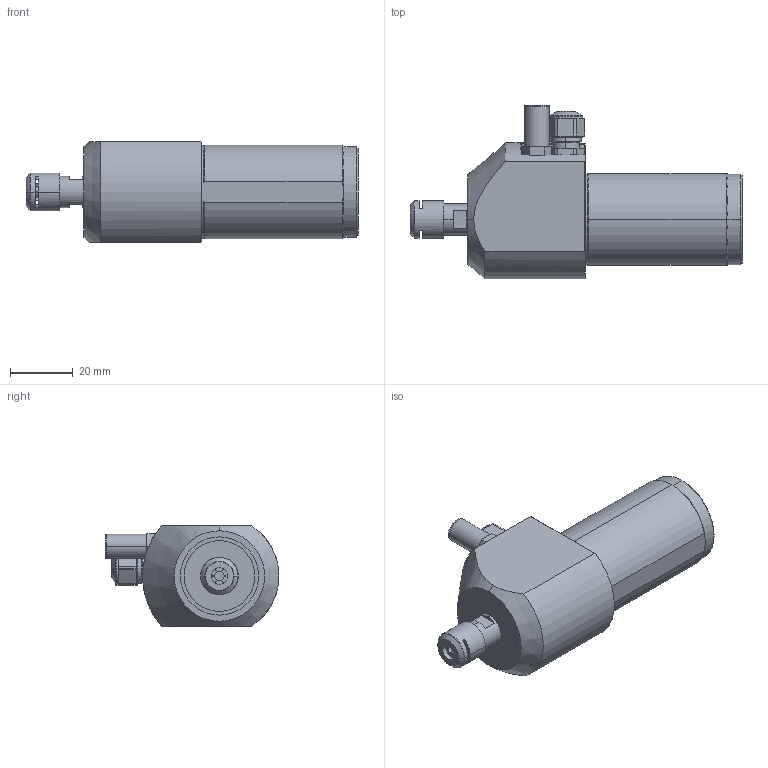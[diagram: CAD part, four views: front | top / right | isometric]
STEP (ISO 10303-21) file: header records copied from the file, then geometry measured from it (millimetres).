
FILE_DESCRIPTION (( 'STEP AP203' ), '1' );
FILE_NAME ('025S100PS-88A.STEP', '2012-08-28T12:42:51', ( 'FM10CAD1' ), ( 'IBAG Switzerland AG' ), 'SwSTEP 2.0', 'SolidWorks 2010', '' );
FILE_SCHEMA (( 'CONFIG_CONTROL_DESIGN' ));
Length unit declared in the file: millimetre
Products named in the file (1): 025S100PS-88A
Bounding box: 105.98 x 55.5 x 32 mm (x, y, z)
Surface area: 18709.2 mm2 (no closed solid volume)
Topology: 0 solids, 16 shells, 248 faces, 774 edges, 527 vertices
Faces by surface type: plane 115, cylinder 78, cone 32, torus 22, bspline 1
Entity records: 8952 total; most frequent: CARTESIAN_POINT 1901, DIRECTION 1567, ORIENTED_EDGE 1277, EDGE_CURVE 768, AXIS2_PLACEMENT_3D 606, VERTEX_POINT 527, CIRCLE 358, VECTOR 355
